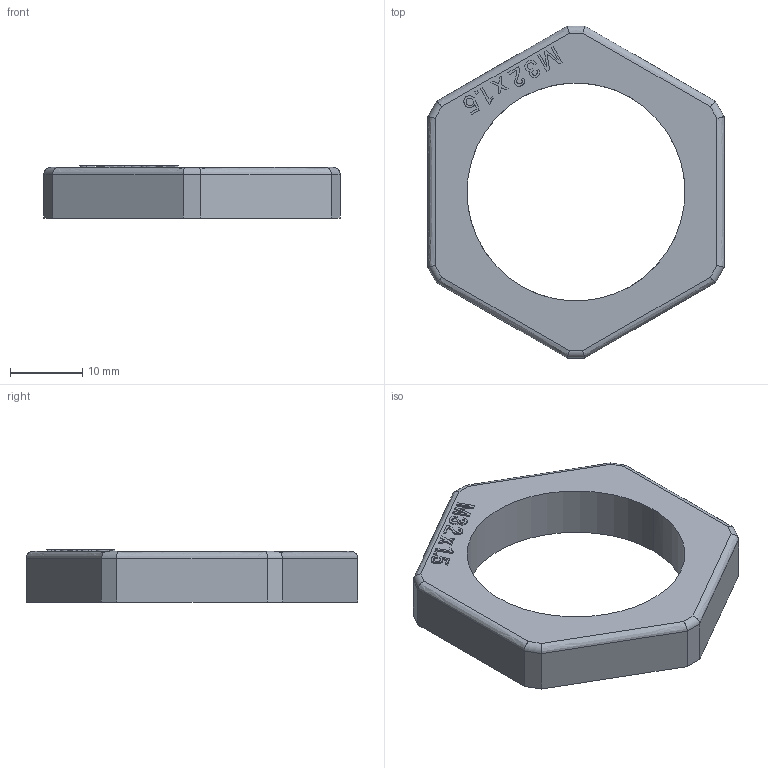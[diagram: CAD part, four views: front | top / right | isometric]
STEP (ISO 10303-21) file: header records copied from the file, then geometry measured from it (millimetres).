
FILE_DESCRIPTION(/* description */ (''),/* implementation_level */ '2;1');
FILE_NAME(/* name */ '2049554',/* time_stamp */ '2016-02-25T17:23:57+01:00',/* author */ (''),/* organization */ (''),/* preprocessor_version */ 'ST-DEVELOPER v15',/* originating_system */ '',/* authorisation */ '');
FILE_SCHEMA (('CONFIG_CONTROL_DESIGN'));
Length unit declared in the file: millimetre
Products named in the file (1): Document
Bounding box: 41 x 45.94 x 7.2 mm (x, y, z)
Volume: 5127.4 mm3; surface area: 3069 mm2
Topology: 1 solids, 1 shells, 172 faces, 477 edges, 314 vertices
Faces by surface type: plane 128, bspline 44
Entity records: 5977 total; most frequent: CARTESIAN_POINT 2856, ORIENTED_EDGE 954, EDGE_CURVE 477, B_SPLINE_CURVE_WITH_KNOTS 366, VERTEX_POINT 314, EDGE_LOOP 181, ADVANCED_FACE 172, FACE_OUTER_BOUND 172
